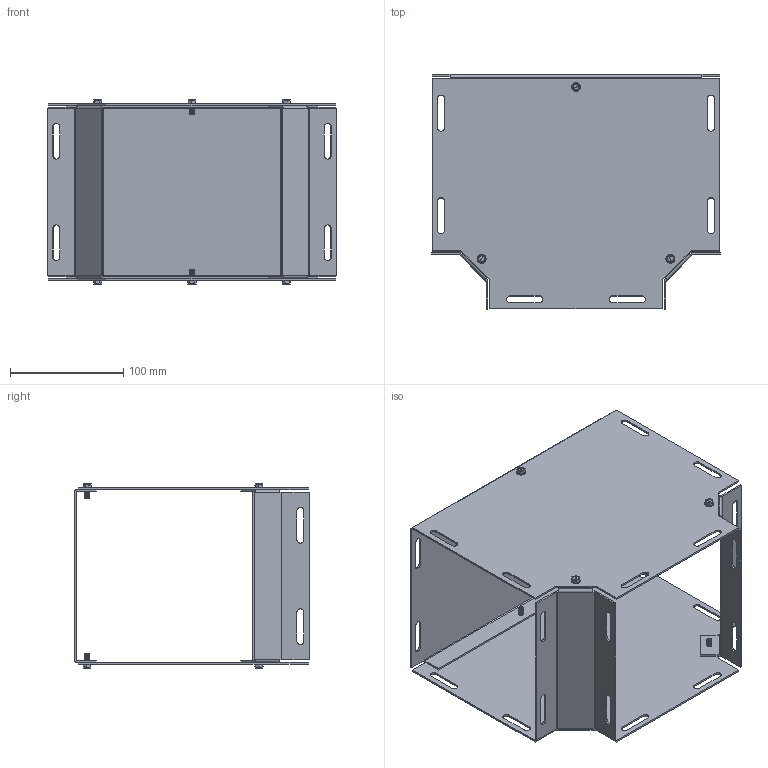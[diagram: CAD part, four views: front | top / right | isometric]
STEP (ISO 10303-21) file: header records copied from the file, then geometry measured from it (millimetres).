
FILE_DESCRIPTION(/* description */ ('TEE WIREWAY FITTING, TOP & BOTTOM, GALV., 6X6'),/* implementation_level */ '2;1');
FILE_NAME(/* name */ 'T0606G.stp',/* time_stamp */ '2015-10-19T17:15:30+06:00',/* author */ ('schinnathambi'),/* organization */ (''),/* preprocessor_version */ 'ST-DEVELOPER v16.1',/* originating_system */ 'Autodesk Inventor 2016',/* authorisation */ '');
FILE_SCHEMA (('AUTOMOTIVE_DESIGN { 1 0 10303 214 3 1 1 }'));
Length unit declared in the file: inch
Products named in the file (5): T0606GTB; T0606GBKP; T0606GBK; 372141; T0606G
Assembly tree (11 placements, depth 2):
  T0606G
    T0606GTB  x2
    T0606GBKP
    T0606GBK  x2
    372141  x6
Bounding box: 255.56 x 207.15 x 162.41 mm (x, y, z)
Volume: 257395.1 mm3; surface area: 336368.7 mm2
Topology: 11 solids, 11 shells, 718 faces, 1732 edges, 1042 vertices
Faces by surface type: plane 332, cone 162, cylinder 152, torus 72
Full cylindrical faces by diameter (mm): 4.343 x6, 4.595 x48, 6.35 x6, 7.938 x6
Entity records: 7097 total; most frequent: CARTESIAN_POINT 1282, DIRECTION 1166, ORIENTED_EDGE 1080, EDGE_CURVE 540, AXIS2_PLACEMENT_3D 404, LINE 358, VECTOR 358, VERTEX_POINT 356
